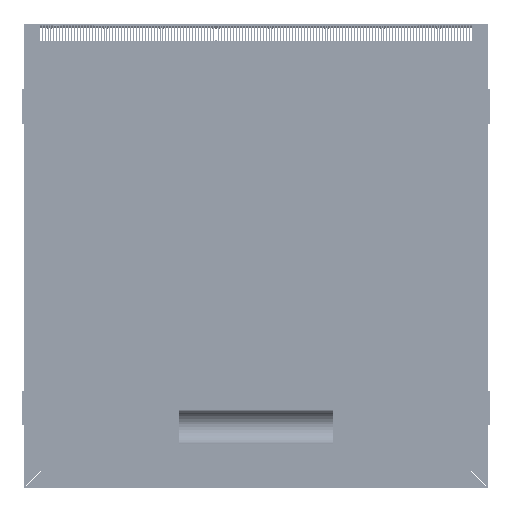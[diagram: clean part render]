
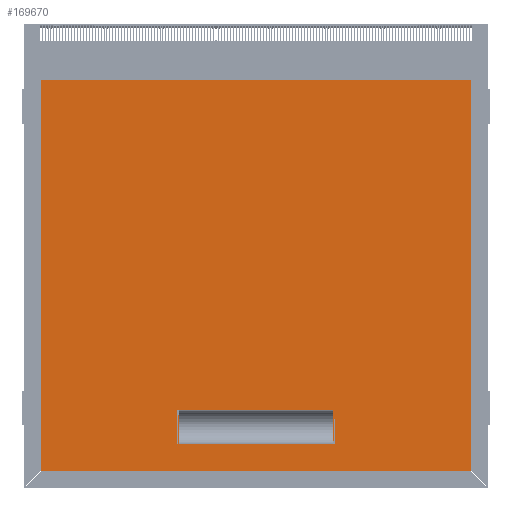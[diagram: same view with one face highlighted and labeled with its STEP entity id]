
A CAD part, top view. The second image highlights one B-rep face of the part: STEP entity #169670.
In plain terms, the highlighted planar face has unit normal (0, 0, 1).
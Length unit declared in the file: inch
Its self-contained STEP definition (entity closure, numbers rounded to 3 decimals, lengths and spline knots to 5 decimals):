
#9413 = CARTESIAN_POINT ( 'NONE',  ( 10.94488, -9.94094, 14.52756 ) ) ;
#10142 = ORIENTED_EDGE ( 'NONE', *, *, #55927, .T. ) ;
#10629 = ORIENTED_EDGE ( 'NONE', *, *, #169659, .T. ) ;
#13739 = VERTEX_POINT ( 'NONE', #79842 ) ;
#14710 = VECTOR ( 'NONE', #137842, 39.37008 ) ;
#16102 = DIRECTION ( 'NONE',  ( 1., 0., 0. ) ) ;
#18523 = CARTESIAN_POINT ( 'NONE',  ( 10.94488, 9.94094, 14.52756 ) ) ;
#20294 = CARTESIAN_POINT ( 'NONE',  ( -10.94488, -9.94094, 14.52756 ) ) ;
#21956 = EDGE_CURVE ( 'NONE', #159294, #102668, #75913, .T. ) ;
#25298 = VERTEX_POINT ( 'NONE', #152195 ) ;
#25637 = CARTESIAN_POINT ( 'NONE',  ( -10.94488, 9.94094, 14.52756 ) ) ;
#30659 = VECTOR ( 'NONE', #16102, 39.37008 ) ;
#35378 = EDGE_LOOP ( 'NONE', ( #170961, #110388, #10142, #186476 ) ) ;
#42196 = LINE ( 'NONE', #133295, #30659 ) ;
#42976 = LINE ( 'NONE', #163059, #68313 ) ;
#48052 = LINE ( 'NONE', #188591, #96600 ) ;
#49570 = CARTESIAN_POINT ( 'NONE',  ( 3.93701, -6.86402, 14.52756 ) ) ;
#55927 = EDGE_CURVE ( 'NONE', #188466, #25298, #135988, .T. ) ;
#56543 = CARTESIAN_POINT ( 'NONE',  ( -3.93701, -8.59631, 14.52756 ) ) ;
#57108 = VERTEX_POINT ( 'NONE', #186354 ) ;
#62861 = LINE ( 'NONE', #144166, #72020 ) ;
#68313 = VECTOR ( 'NONE', #104642, 39.37008 ) ;
#70827 = CARTESIAN_POINT ( 'NONE',  ( -10.94488, -9.94094, 14.52756 ) ) ;
#72020 = VECTOR ( 'NONE', #175754, 39.37008 ) ;
#72992 = ORIENTED_EDGE ( 'NONE', *, *, #106561, .T. ) ;
#75740 = FACE_OUTER_BOUND ( 'NONE', #134170, .T. ) ;
#75913 = LINE ( 'NONE', #20294, #103661 ) ;
#79842 = CARTESIAN_POINT ( 'NONE',  ( 10.94488, 9.94094, 14.52756 ) ) ;
#86242 = PLANE ( 'NONE',  #121657 ) ;
#96600 = VECTOR ( 'NONE', #112239, 39.37008 ) ;
#100510 = CARTESIAN_POINT ( 'NONE',  ( 0., 0., 14.52756 ) ) ;
#101253 = FACE_BOUND ( 'NONE', #35378, .T. ) ;
#102668 = VERTEX_POINT ( 'NONE', #70827 ) ;
#103661 = VECTOR ( 'NONE', #169181, 39.37008 ) ;
#104642 = DIRECTION ( 'NONE',  ( 0., 1., 0. ) ) ;
#105129 = EDGE_CURVE ( 'NONE', #57108, #188466, #62861, .T. ) ;
#106561 = EDGE_CURVE ( 'NONE', #125574, #13739, #42976, .T. ) ;
#108817 = ORIENTED_EDGE ( 'NONE', *, *, #21956, .T. ) ;
#110388 = ORIENTED_EDGE ( 'NONE', *, *, #105129, .T. ) ;
#112239 = DIRECTION ( 'NONE',  ( 1., 0., 0. ) ) ;
#121657 = AXIS2_PLACEMENT_3D ( 'NONE', #100510, #162115, #160873 ) ;
#122929 = CARTESIAN_POINT ( 'NONE',  ( 3.93701, -6.86402, 14.52756 ) ) ;
#125574 = VERTEX_POINT ( 'NONE', #9413 ) ;
#131190 = ORIENTED_EDGE ( 'NONE', *, *, #177783, .T. ) ;
#132361 = VERTEX_POINT ( 'NONE', #49570 ) ;
#133295 = CARTESIAN_POINT ( 'NONE',  ( -3.93701, -6.86402, 14.52756 ) ) ;
#134170 = EDGE_LOOP ( 'NONE', ( #72992, #131190, #108817, #10629 ) ) ;
#135988 = LINE ( 'NONE', #144865, #150048 ) ;
#137530 = EDGE_CURVE ( 'NONE', #132361, #57108, #172299, .T. ) ;
#137842 = DIRECTION ( 'NONE',  ( 0., -1., 0. ) ) ;
#144166 = CARTESIAN_POINT ( 'NONE',  ( -3.93701, -8.59631, 14.52756 ) ) ;
#144229 = LINE ( 'NONE', #18523, #174240 ) ;
#144865 = CARTESIAN_POINT ( 'NONE',  ( -3.93701, -6.86402, 14.52756 ) ) ;
#150048 = VECTOR ( 'NONE', #160991, 39.37008 ) ;
#152195 = CARTESIAN_POINT ( 'NONE',  ( -3.93701, -6.86402, 14.52756 ) ) ;
#159294 = VERTEX_POINT ( 'NONE', #25637 ) ;
#160873 = DIRECTION ( 'NONE',  ( 1., 0., 0. ) ) ;
#160991 = DIRECTION ( 'NONE',  ( 0., 1., 0. ) ) ;
#162115 = DIRECTION ( 'NONE',  ( 0., 0., 1. ) ) ;
#163059 = CARTESIAN_POINT ( 'NONE',  ( 10.94488, -9.94094, 14.52756 ) ) ;
#169181 = DIRECTION ( 'NONE',  ( 0., -1., 0. ) ) ;
#169345 = DIRECTION ( 'NONE',  ( -1., 0., 0. ) ) ;
#169659 = EDGE_CURVE ( 'NONE', #102668, #125574, #48052, .T. ) ;
#169670 = ADVANCED_FACE ( 'NONE', ( #101253, #75740 ), #86242, .T. ) ;
#170961 = ORIENTED_EDGE ( 'NONE', *, *, #137530, .T. ) ;
#172299 = LINE ( 'NONE', #122929, #14710 ) ;
#174240 = VECTOR ( 'NONE', #169345, 39.37008 ) ;
#175754 = DIRECTION ( 'NONE',  ( -1., 0., 0. ) ) ;
#177783 = EDGE_CURVE ( 'NONE', #13739, #159294, #144229, .T. ) ;
#186354 = CARTESIAN_POINT ( 'NONE',  ( 3.93701, -8.59631, 14.52756 ) ) ;
#186476 = ORIENTED_EDGE ( 'NONE', *, *, #186509, .T. ) ;
#186509 = EDGE_CURVE ( 'NONE', #25298, #132361, #42196, .T. ) ;
#188466 = VERTEX_POINT ( 'NONE', #56543 ) ;
#188591 = CARTESIAN_POINT ( 'NONE',  ( 10.94488, -9.94094, 14.52756 ) ) ;
